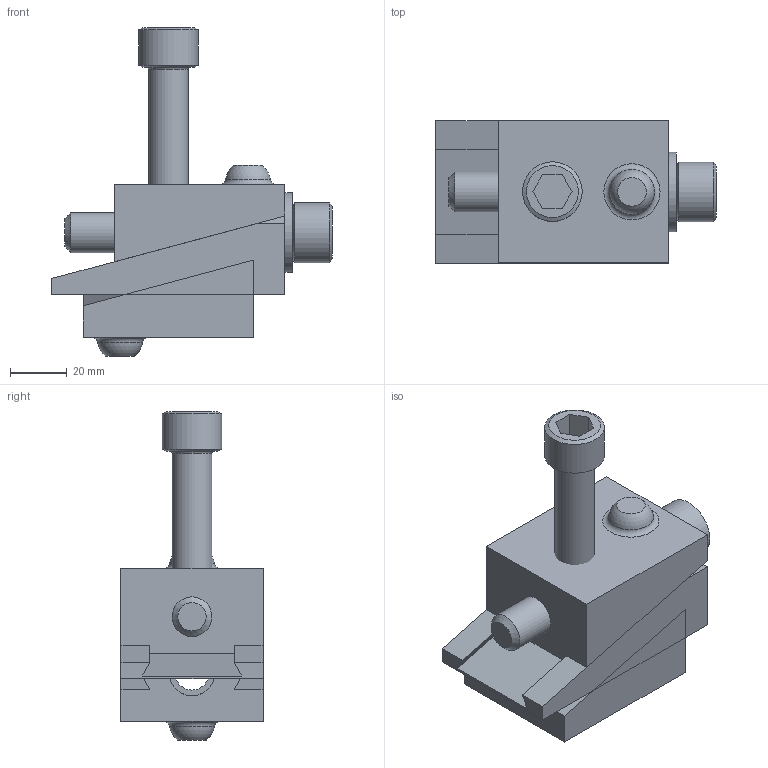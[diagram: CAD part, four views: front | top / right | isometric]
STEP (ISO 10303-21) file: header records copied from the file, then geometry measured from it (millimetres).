
FILE_DESCRIPTION( ( 'Unknown' ), '1' );
FILE_NAME( 'SU27-5039-46.stp', 'Unknown', ( 'Unknown' ), ( 'Unknown' ), 'XStep 1.0', 'Unknown', ' ' );
FILE_SCHEMA( ( 'CONFIG_CONTROL_DESIGN' ) );
Length unit declared in the file: millimetre
Products named in the file (5): Assem1; 1; 2; 3; 4
Bounding box: 98.6 x 50 x 115.7 mm (x, y, z)
Volume: 254217.9 mm3; surface area: 67442 mm2
Topology: 8 solids, 8 shells, 112 faces, 258 edges, 168 vertices
Faces by surface type: plane 82, cylinder 14, cone 10, torus 4, sphere 2
Full cylindrical faces by diameter (mm): 12 x2, 14 x2, 15 x2, 16 x2, 21 x2, 28 x2
Entity records: 1715 total; most frequent: DIRECTION 259, CARTESIAN_POINT 255, ORIENTED_EDGE 226, EDGE_CURVE 113, LINE 89, VECTOR 89, AXIS2_PLACEMENT_3D 85, VERTEX_POINT 81
